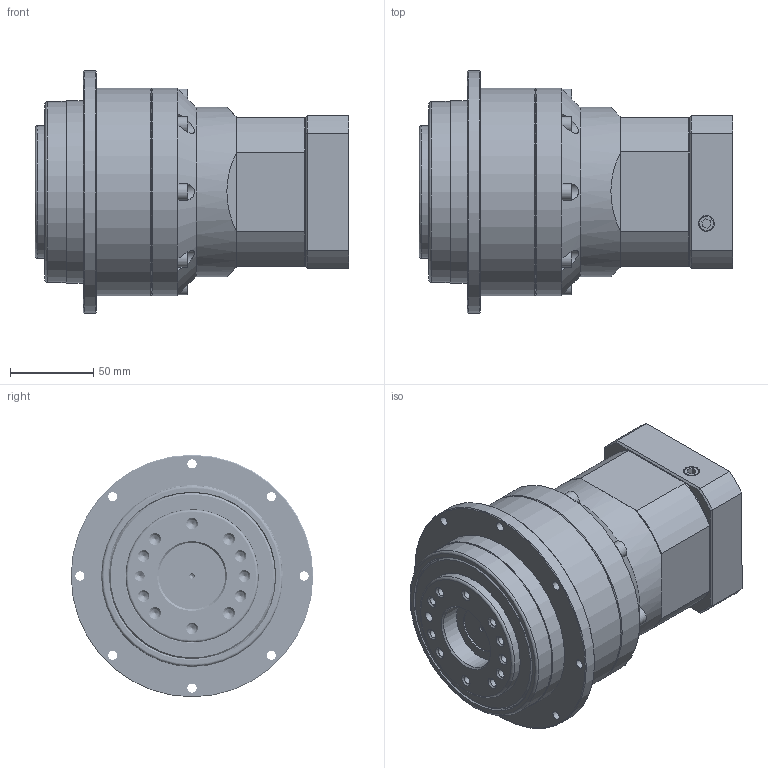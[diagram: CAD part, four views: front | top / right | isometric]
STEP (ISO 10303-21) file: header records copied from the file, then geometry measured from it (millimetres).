
FILE_DESCRIPTION((''),'2;1');
FILE_NAME('KSD-110-2.stp','2013-07-03T16:32:21',('young'),(''),'Autodesk Inventor 2012','Autodesk Inventor 2012','');
FILE_SCHEMA(('AUTOMOTIVE_DESIGN { 1 0 10303 214 1 1 1 1 }'));
Length unit declared in the file: millimetre
Products named in the file (1): KSD-110-2
Bounding box: 189 x 146 x 146 mm (x, y, z)
Volume: 795702.7 mm3; surface area: 250491.7 mm2
Topology: 24 solids, 24 shells, 969 faces, 2829 edges, 1971 vertices
Faces by surface type: cylinder 392, plane 364, cone 152, bspline 39, torus 22
Full cylindrical faces by diameter (mm): 2 x1, 3.3 x8, 5 x15, 5.1 x5, 5.5 x20, 6 x219, 6.5 x1, 6.8 x4, 8.433 x2, 9 x4, 9.5 x2, 10 x13, 11 x4, 19 x1, 25.5 x1, 28.2 x1, 28.326 x1, 28.8 x1, 30 x1, 32 x1, 39 x1, 40 x1, 43 x1, 45 x3, 68 x1, 70.03 x1, 73 x1, 75 x1, 78 x2, 80 x3
Entity records: 78350 total; most frequent: CARTESIAN_POINT 59327, ORIENTED_EDGE 4478, DIRECTION 3233, EDGE_CURVE 2239, VERTEX_POINT 1884, AXIS2_PLACEMENT_3D 1336, EDGE_LOOP 1167, FACE_OUTER_BOUND 751
